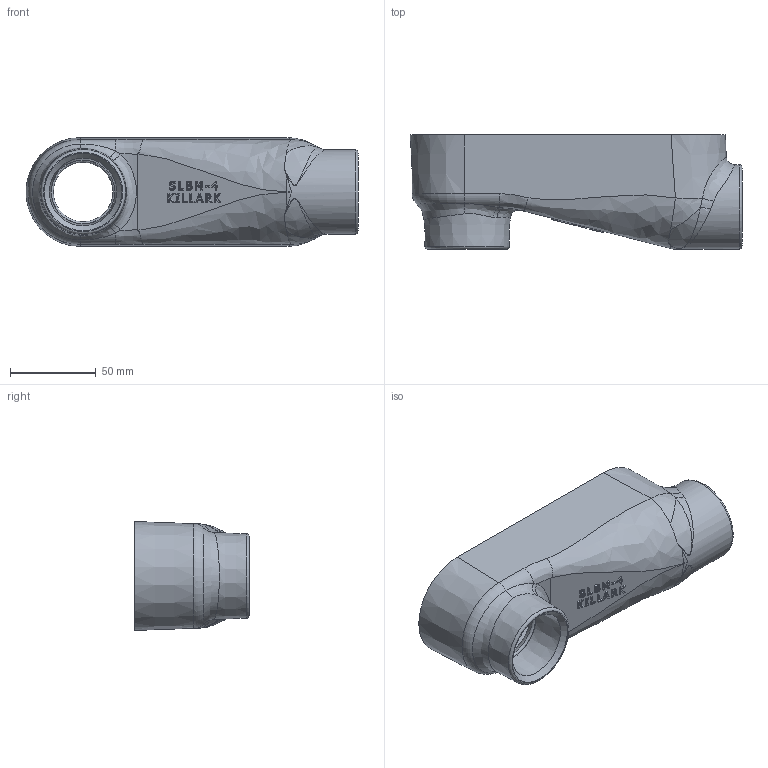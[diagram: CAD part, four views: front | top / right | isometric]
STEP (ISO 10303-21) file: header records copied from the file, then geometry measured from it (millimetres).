
FILE_DESCRIPTION(/* description */ (''),/* implementation_level */ '2;1');
FILE_NAME(/* name */ 'KIL_SLBM-4.stp',/* time_stamp */ '2020-09-29T18:25:31+06:00',/* author */ ('lsugumaran'),/* organization */ (''),/* preprocessor_version */ 'ST-DEVELOPER v18',/* originating_system */ 'Autodesk Inventor 2020',/* authorisation */ '');
FILE_SCHEMA (('AUTOMOTIVE_DESIGN { 1 0 10303 214 3 1 1 }'));
Length unit declared in the file: inch
Products named in the file (1): 0194840 -2
Bounding box: 193.79 x 66.67 x 63.5 mm (x, y, z)
Volume: 156290.7 mm3; surface area: 67217.6 mm2
Topology: 1 solids, 1 shells, 557 faces, 1468 edges, 947 vertices
Faces by surface type: plane 269, bspline 209, cone 36, cylinder 22, torus 17, sphere 4
Full cylindrical faces by diameter (mm): 4.496 x2, 49.212 x1
Entity records: 25594 total; most frequent: CARTESIAN_POINT 13359, ORIENTED_EDGE 2916, DIRECTION 1821, EDGE_CURVE 1458, VERTEX_POINT 947, LINE 741, VECTOR 741, EDGE_LOOP 607
